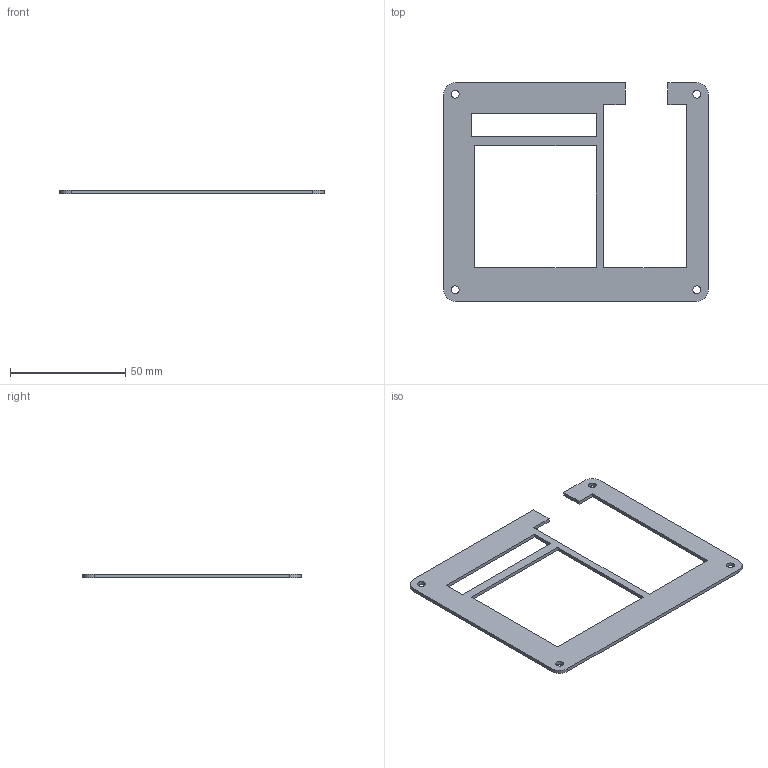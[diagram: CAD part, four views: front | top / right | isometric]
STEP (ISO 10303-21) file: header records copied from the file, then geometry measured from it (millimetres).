
FILE_DESCRIPTION(/* description */ (''),/* implementation_level */ '2;1');
FILE_NAME(/* name */ 'hackpad_top_production.step',/* time_stamp */ '2025-05-25T17:28:58-05:00',/* author */ (''),/* organization */ (''),/* preprocessor_version */ 'ST-DEVELOPER v20.1',/* originating_system */ 'Autodesk Translation Framework v14.10.0.0',/* authorisation */ '');
FILE_SCHEMA (('AUTOMOTIVE_DESIGN { 1 0 10303 214 3 1 1 }'));
Length unit declared in the file: millimetre
Products named in the file (1): Hackpad Top Plate
Bounding box: 115 x 95 x 1.5 mm (x, y, z)
Volume: 7154.5 mm3; surface area: 11108.1 mm2
Topology: 1 solids, 1 shells, 317 faces, 867 edges, 578 vertices
Faces by surface type: bspline 169, plane 140, cylinder 8
Full cylindrical faces by diameter (mm): 3.4 x4
Entity records: 11584 total; most frequent: CARTESIAN_POINT 4636, ORIENTED_EDGE 1734, EDGE_CURVE 867, DIRECTION 843, VERTEX_POINT 578, LINE 513, VECTOR 513, EDGE_LOOP 355
